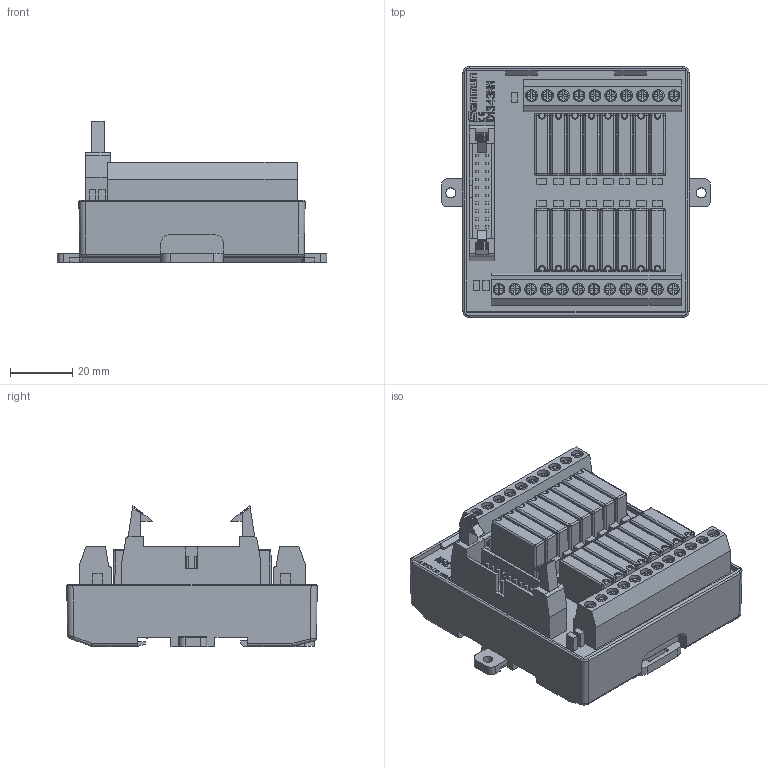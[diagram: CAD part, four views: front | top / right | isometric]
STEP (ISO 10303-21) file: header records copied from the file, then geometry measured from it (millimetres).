
FILE_DESCRIPTION(/* description */ (''),/* implementation_level */ '2;1');
FILE_NAME(/* name */ '4234.stp',/* time_stamp */ '2024-08-16T14:46:31+08:00',/* author */ (''),/* organization */ (''),/* preprocessor_version */ 'ST-DEVELOPER v14',/* originating_system */ 'SIEMENS PLM Software NX 8.0',/* authorisation */ '');
FILE_SCHEMA (('AUTOMOTIVE_DESIGN { 1 0 10303 214 3 1 1 1 }'));
Length unit declared in the file: millimetre
Products named in the file (1): Admi3260DBFCacbp
Bounding box: 86.4 x 80.4 x 45.25 mm (x, y, z)
Volume: 136610.2 mm3; surface area: 38806.1 mm2
Topology: 3 solids, 6 shells, 1852 faces, 4613 edges, 2860 vertices
Faces by surface type: plane 1326, cylinder 352, sphere 64, torus 60, cone 28, extrusion 12, bspline 10
Full cylindrical faces by diameter (mm): 3.2 x2, 3.8 x22
Entity records: 57505 total; most frequent: CARTESIAN_POINT 11902, ORIENTED_EDGE 9050, DIRECTION 8821, EDGE_CURVE 4525, VECTOR 3543, LINE 3531, VERTEX_POINT 2860, AXIS2_PLACEMENT_3D 2639
